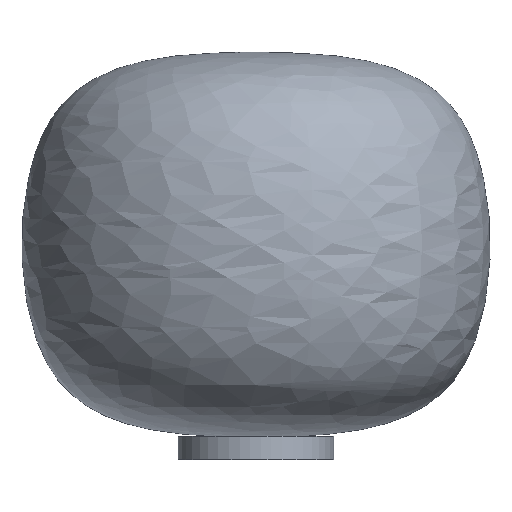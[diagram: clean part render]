
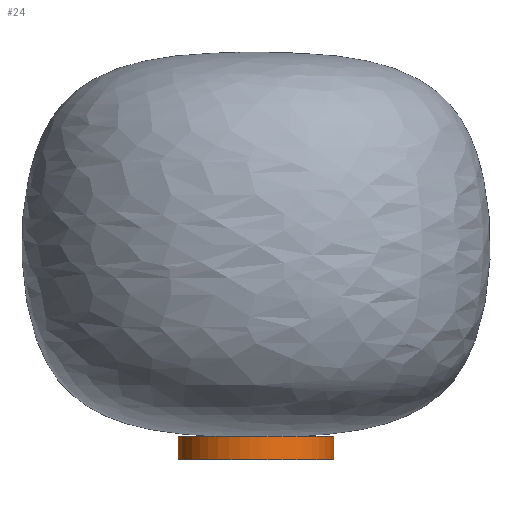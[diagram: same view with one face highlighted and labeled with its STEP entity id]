
A CAD part, front view. The second image highlights one B-rep face of the part: STEP entity #24.
In plain terms, the highlighted cylindrical face has radius 50 mm (diameter 100 mm), a partial arc.
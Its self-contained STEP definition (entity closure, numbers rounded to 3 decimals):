
#24=ADVANCED_FACE('',(#30),#96,.T.);
#30=FACE_OUTER_BOUND('',#36,.T.);
#36=EDGE_LOOP('',(#42,#43,#44,#45));
#42=ORIENTED_EDGE('',*,*,#65,.T.);
#43=ORIENTED_EDGE('',*,*,#64,.F.);
#44=ORIENTED_EDGE('',*,*,#63,.F.);
#45=ORIENTED_EDGE('',*,*,#62,.T.);
#62=EDGE_CURVE('',#86,#88,#74,.T.);
#63=EDGE_CURVE('',#86,#87,#75,.T.);
#64=EDGE_CURVE('',#87,#89,#76,.T.);
#65=EDGE_CURVE('',#88,#89,#77,.T.);
#74=(
BOUNDED_CURVE()
B_SPLINE_CURVE(2,(#214,#215,#216,#217,#218),.UNSPECIFIED.,.F.,.F.)
B_SPLINE_CURVE_WITH_KNOTS((3,2,3),(0.,78.54,157.08),
 .UNSPECIFIED.)
CURVE()
GEOMETRIC_REPRESENTATION_ITEM()
RATIONAL_B_SPLINE_CURVE((1.,0.707,1.,0.707,1.))
REPRESENTATION_ITEM('')
);
#75=(
BOUNDED_CURVE()
B_SPLINE_CURVE(1,(#219,#220),.UNSPECIFIED.,.F.,.F.)
B_SPLINE_CURVE_WITH_KNOTS((2,2),(0.,15.),.UNSPECIFIED.)
CURVE()
GEOMETRIC_REPRESENTATION_ITEM()
RATIONAL_B_SPLINE_CURVE((1.,1.))
REPRESENTATION_ITEM('')
);
#76=(
BOUNDED_CURVE()
B_SPLINE_CURVE(2,(#221,#222,#223,#224,#225),.UNSPECIFIED.,.F.,.F.)
B_SPLINE_CURVE_WITH_KNOTS((3,2,3),(0.,78.54,157.08),
 .UNSPECIFIED.)
CURVE()
GEOMETRIC_REPRESENTATION_ITEM()
RATIONAL_B_SPLINE_CURVE((1.,0.707,1.,0.707,1.))
REPRESENTATION_ITEM('')
);
#77=(
BOUNDED_CURVE()
B_SPLINE_CURVE(1,(#226,#227),.UNSPECIFIED.,.F.,.F.)
B_SPLINE_CURVE_WITH_KNOTS((2,2),(0.,15.),.UNSPECIFIED.)
CURVE()
GEOMETRIC_REPRESENTATION_ITEM()
RATIONAL_B_SPLINE_CURVE((1.,1.))
REPRESENTATION_ITEM('')
);
#86=VERTEX_POINT('',#210);
#87=VERTEX_POINT('',#211);
#88=VERTEX_POINT('',#212);
#89=VERTEX_POINT('',#213);
#96=CYLINDRICAL_SURFACE('',#186,50.);
#186=AXIS2_PLACEMENT_3D('',#206,#195,$);
#195=DIRECTION('',(0.,0.,-1.));
#206=CARTESIAN_POINT('',(-2379.234,0.,3281.363));
#210=CARTESIAN_POINT('',(-2329.234,0.,3288.863));
#211=CARTESIAN_POINT('',(-2329.234,0.,3273.863));
#212=CARTESIAN_POINT('',(-2429.234,0.,3288.863));
#213=CARTESIAN_POINT('',(-2429.234,0.,3273.863));
#214=CARTESIAN_POINT('',(-2329.234,0.,3288.863));
#215=CARTESIAN_POINT('',(-2329.234,-50.,3288.863));
#216=CARTESIAN_POINT('',(-2379.234,-50.,3288.863));
#217=CARTESIAN_POINT('',(-2429.234,-50.,3288.863));
#218=CARTESIAN_POINT('',(-2429.234,0.,3288.863));
#219=CARTESIAN_POINT('',(-2329.234,0.,3288.863));
#220=CARTESIAN_POINT('',(-2329.234,0.,3273.863));
#221=CARTESIAN_POINT('',(-2329.234,0.,3273.863));
#222=CARTESIAN_POINT('',(-2329.234,-50.,3273.863));
#223=CARTESIAN_POINT('',(-2379.234,-50.,3273.863));
#224=CARTESIAN_POINT('',(-2429.234,-50.,3273.863));
#225=CARTESIAN_POINT('',(-2429.234,0.,3273.863));
#226=CARTESIAN_POINT('',(-2429.234,0.,3288.863));
#227=CARTESIAN_POINT('',(-2429.234,0.,3273.863));
